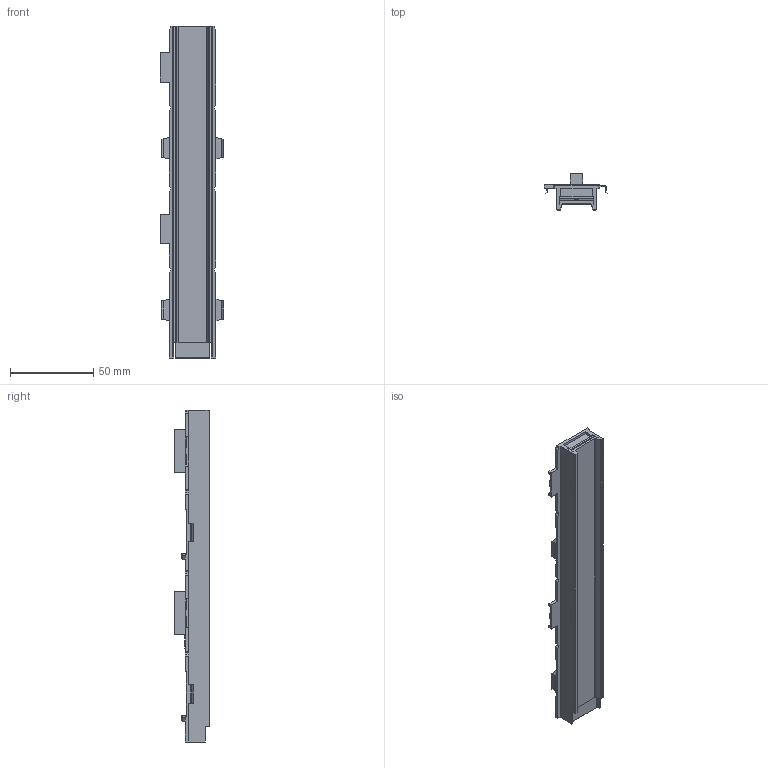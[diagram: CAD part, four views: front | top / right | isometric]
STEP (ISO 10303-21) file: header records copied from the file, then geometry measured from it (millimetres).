
FILE_DESCRIPTION (( 'STEP AP203' ), '1' );
FILE_NAME ('9494_S1-B2.STEP', '2015-03-27T12:47:40', ( '' ), ( '' ), 'SwSTEP 2.0', 'SolidWorks 2015', '' );
FILE_SCHEMA (( 'CONFIG_CONTROL_DESIGN' ));
Length unit declared in the file: millimetre
Products named in the file (1): 9494_S1-B2
Bounding box: 38.15 x 21.49 x 199 mm (x, y, z)
Volume: 34424.2 mm3; surface area: 43551 mm2
Topology: 1 solids, 5 shells, 825 faces, 2286 edges, 1470 vertices
Faces by surface type: plane 615, cylinder 151, bspline 47, sphere 10, torus 2
Entity records: 27955 total; most frequent: CARTESIAN_POINT 6914, ORIENTED_EDGE 4552, DIRECTION 4039, EDGE_CURVE 2276, VECTOR 1841, LINE 1841, VERTEX_POINT 1470, AXIS2_PLACEMENT_3D 1099
